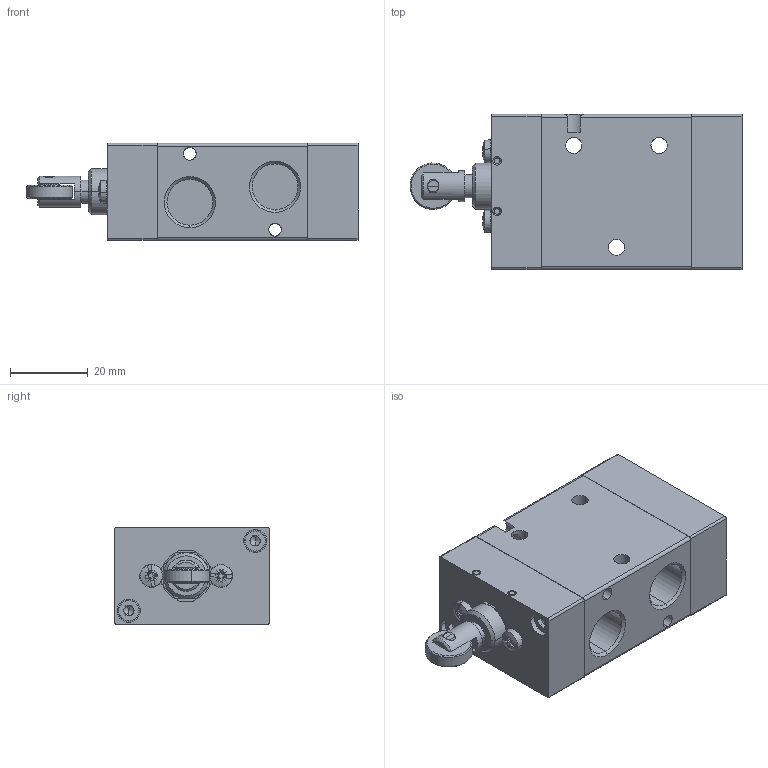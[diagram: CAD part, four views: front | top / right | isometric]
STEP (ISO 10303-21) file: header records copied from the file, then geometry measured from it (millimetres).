
FILE_DESCRIPTION (( 'STEP AP214' ), '1' );
FILE_NAME ('98_4_g12.STEP', '2015-12-21T15:38:33', ( '' ), ( '' ), 'SwSTEP 2.0', 'SolidWorks 2016', '' );
FILE_SCHEMA (( 'AUTOMOTIVE_DESIGN' ));
Length unit declared in the file: millimetre
Products named in the file (1): 98_4_g12
Bounding box: 85.68 x 40 x 25.1 mm (x, y, z)
Volume: 60911.5 mm3; surface area: 20806.2 mm2
Topology: 10 solids, 10 shells, 564 faces, 1325 edges, 815 vertices
Faces by surface type: plane 232, cone 169, cylinder 110, bspline 29, torus 20, sphere 4
Entity records: 18890 total; most frequent: CARTESIAN_POINT 5155, DIRECTION 2794, ORIENTED_EDGE 2634, EDGE_CURVE 1317, AXIS2_PLACEMENT_3D 1046, VERTEX_POINT 815, VECTOR 702, LINE 702
